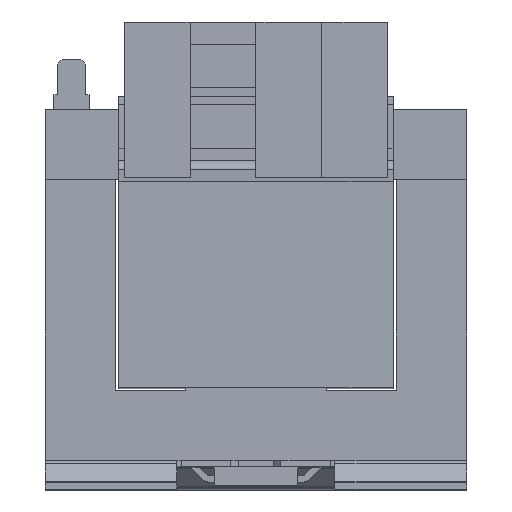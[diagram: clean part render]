
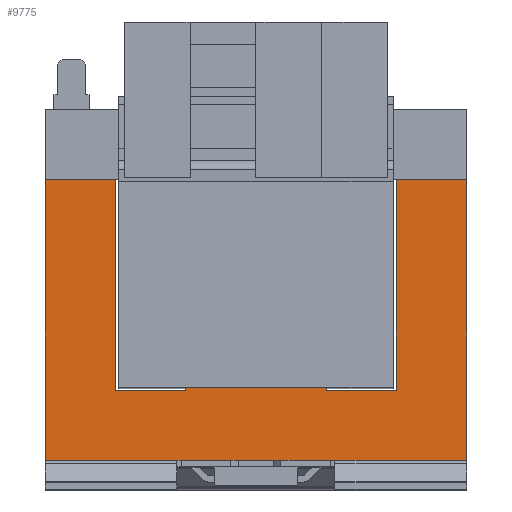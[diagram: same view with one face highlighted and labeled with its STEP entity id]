
A CAD part, top view. The second image highlights one B-rep face of the part: STEP entity #9775.
In plain terms, the highlighted planar face has unit normal (0, 0, 1).
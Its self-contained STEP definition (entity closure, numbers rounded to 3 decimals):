
#83 = EDGE_CURVE ( 'NONE', #4398, #19129, #1834, .T. ) ;
#201 = DIRECTION ( 'NONE',  ( 0., 0., 1. ) ) ;
#693 = EDGE_CURVE ( 'NONE', #8814, #2985, #1113, .T. ) ;
#953 = CARTESIAN_POINT ( 'NONE',  ( 16., 0., 29.75 ) ) ;
#1113 = LINE ( 'NONE', #9328, #2528 ) ;
#1144 = DIRECTION ( 'NONE',  ( 0., -1., 0. ) ) ;
#1314 = CARTESIAN_POINT ( 'NONE',  ( 48., -40., 29.75 ) ) ;
#1636 = CARTESIAN_POINT ( 'NONE',  ( 31.25, -23.5, 29.75 ) ) ;
#1748 = DIRECTION ( 'NONE',  ( 0., -1., 0. ) ) ;
#1834 = LINE ( 'NONE', #4926, #3729 ) ;
#2148 = VERTEX_POINT ( 'NONE', #11643 ) ;
#2444 = AXIS2_PLACEMENT_3D ( 'NONE', #9248, #201, #10772 ) ;
#2528 = VECTOR ( 'NONE', #6422, 1000. ) ;
#2985 = VERTEX_POINT ( 'NONE', #12411 ) ;
#3086 = DIRECTION ( 'NONE',  ( 1., 0., 0. ) ) ;
#3213 = CARTESIAN_POINT ( 'NONE',  ( 0., -24., 29.75 ) ) ;
#3280 = DIRECTION ( 'NONE',  ( 1., 0., 0. ) ) ;
#3611 = VECTOR ( 'NONE', #5083, 1000. ) ;
#3729 = VECTOR ( 'NONE', #12570, 1000. ) ;
#3770 = DIRECTION ( 'NONE',  ( 0., 1., 0. ) ) ;
#4266 = VECTOR ( 'NONE', #3770, 1000. ) ;
#4398 = VERTEX_POINT ( 'NONE', #8317 ) ;
#4680 = VECTOR ( 'NONE', #3086, 1000. ) ;
#4926 = CARTESIAN_POINT ( 'NONE',  ( 0., 24., 29.75 ) ) ;
#5083 = DIRECTION ( 'NONE',  ( 0., 1., 0. ) ) ;
#5184 = CARTESIAN_POINT ( 'NONE',  ( -32., 24., 29.75 ) ) ;
#5557 = ORIENTED_EDGE ( 'NONE', *, *, #693, .T. ) ;
#5613 = EDGE_CURVE ( 'NONE', #18700, #8018, #8196, .T. ) ;
#5707 = VECTOR ( 'NONE', #1144, 1000. ) ;
#5758 = ORIENTED_EDGE ( 'NONE', *, *, #5613, .F. ) ;
#5881 = LINE ( 'NONE', #3213, #17927 ) ;
#6150 = DIRECTION ( 'NONE',  ( 0., -1., 0. ) ) ;
#6268 = EDGE_LOOP ( 'NONE', ( #5758, #7519, #17639, #14258, #5557, #7786, #8541, #16486, #15469, #12279, #8357, #11392 ) ) ;
#6419 = CARTESIAN_POINT ( 'NONE',  ( 16., -23.5, 29.75 ) ) ;
#6422 = DIRECTION ( 'NONE',  ( -1., 0., 0. ) ) ;
#6522 = VECTOR ( 'NONE', #12026, 1000. ) ;
#6526 = CARTESIAN_POINT ( 'NONE',  ( 32., 24., 29.75 ) ) ;
#6718 = EDGE_CURVE ( 'NONE', #17015, #15189, #19509, .T. ) ;
#6880 = VECTOR ( 'NONE', #10730, 1000. ) ;
#7198 = VERTEX_POINT ( 'NONE', #1314 ) ;
#7519 = ORIENTED_EDGE ( 'NONE', *, *, #18690, .F. ) ;
#7673 = VERTEX_POINT ( 'NONE', #9985 ) ;
#7786 = ORIENTED_EDGE ( 'NONE', *, *, #14126, .T. ) ;
#7827 = CARTESIAN_POINT ( 'NONE',  ( -16., -24., 29.75 ) ) ;
#8018 = VERTEX_POINT ( 'NONE', #6419 ) ;
#8173 = EDGE_CURVE ( 'NONE', #12133, #19129, #10472, .T. ) ;
#8196 = LINE ( 'NONE', #1636, #4680 ) ;
#8296 = CARTESIAN_POINT ( 'NONE',  ( 32., 0., 29.75 ) ) ;
#8317 = CARTESIAN_POINT ( 'NONE',  ( 48., 24., 29.75 ) ) ;
#8357 = ORIENTED_EDGE ( 'NONE', *, *, #12426, .F. ) ;
#8453 = CARTESIAN_POINT ( 'NONE',  ( -16., 0., 29.75 ) ) ;
#8499 = EDGE_CURVE ( 'NONE', #2148, #7198, #12090, .T. ) ;
#8519 = LINE ( 'NONE', #953, #5707 ) ;
#8541 = ORIENTED_EDGE ( 'NONE', *, *, #8499, .T. ) ;
#8814 = VERTEX_POINT ( 'NONE', #5184 ) ;
#8958 = EDGE_CURVE ( 'NONE', #8018, #7673, #8519, .T. ) ;
#9020 = VECTOR ( 'NONE', #16768, 1000. ) ;
#9248 = CARTESIAN_POINT ( 'NONE',  ( 0., 0., 29.75 ) ) ;
#9328 = CARTESIAN_POINT ( 'NONE',  ( 0., 24., 29.75 ) ) ;
#9775 = ADVANCED_FACE ( 'NONE', ( #17557 ), #18299, .T. ) ;
#9985 = CARTESIAN_POINT ( 'NONE',  ( 16., -24., 29.75 ) ) ;
#10472 = LINE ( 'NONE', #8296, #3611 ) ;
#10532 = CARTESIAN_POINT ( 'NONE',  ( -32., 0., 29.75 ) ) ;
#10730 = DIRECTION ( 'NONE',  ( 0., 1., 0. ) ) ;
#10772 = DIRECTION ( 'NONE',  ( 1., 0., 0. ) ) ;
#11392 = ORIENTED_EDGE ( 'NONE', *, *, #8958, .F. ) ;
#11643 = CARTESIAN_POINT ( 'NONE',  ( -48., -40., 29.75 ) ) ;
#12026 = DIRECTION ( 'NONE',  ( 1., 0., 0. ) ) ;
#12090 = LINE ( 'NONE', #18337, #9020 ) ;
#12133 = VERTEX_POINT ( 'NONE', #12994 ) ;
#12279 = ORIENTED_EDGE ( 'NONE', *, *, #8173, .F. ) ;
#12390 = LINE ( 'NONE', #15197, #17830 ) ;
#12411 = CARTESIAN_POINT ( 'NONE',  ( -48., 24., 29.75 ) ) ;
#12426 = EDGE_CURVE ( 'NONE', #7673, #12133, #5881, .T. ) ;
#12570 = DIRECTION ( 'NONE',  ( -1., 0., 0. ) ) ;
#12668 = VECTOR ( 'NONE', #1748, 1000. ) ;
#12994 = CARTESIAN_POINT ( 'NONE',  ( 32., -24., 29.75 ) ) ;
#13473 = EDGE_CURVE ( 'NONE', #8814, #17015, #16707, .T. ) ;
#14126 = EDGE_CURVE ( 'NONE', #2985, #2148, #12390, .T. ) ;
#14258 = ORIENTED_EDGE ( 'NONE', *, *, #13473, .F. ) ;
#15189 = VERTEX_POINT ( 'NONE', #7827 ) ;
#15197 = CARTESIAN_POINT ( 'NONE',  ( -48., 0., 29.75 ) ) ;
#15469 = ORIENTED_EDGE ( 'NONE', *, *, #83, .T. ) ;
#15801 = CARTESIAN_POINT ( 'NONE',  ( -16., -23.5, 29.75 ) ) ;
#16084 = LINE ( 'NONE', #18388, #6880 ) ;
#16486 = ORIENTED_EDGE ( 'NONE', *, *, #18528, .T. ) ;
#16707 = LINE ( 'NONE', #10532, #12668 ) ;
#16768 = DIRECTION ( 'NONE',  ( 1., 0., 0. ) ) ;
#17015 = VERTEX_POINT ( 'NONE', #17906 ) ;
#17557 = FACE_OUTER_BOUND ( 'NONE', #6268, .T. ) ;
#17639 = ORIENTED_EDGE ( 'NONE', *, *, #6718, .F. ) ;
#17830 = VECTOR ( 'NONE', #6150, 1000. ) ;
#17906 = CARTESIAN_POINT ( 'NONE',  ( -32., -24., 29.75 ) ) ;
#17927 = VECTOR ( 'NONE', #3280, 1000. ) ;
#17980 = CARTESIAN_POINT ( 'NONE',  ( 0., -24., 29.75 ) ) ;
#18299 = PLANE ( 'NONE',  #2444 ) ;
#18337 = CARTESIAN_POINT ( 'NONE',  ( 0., -40., 29.75 ) ) ;
#18388 = CARTESIAN_POINT ( 'NONE',  ( 48., 0., 29.75 ) ) ;
#18528 = EDGE_CURVE ( 'NONE', #7198, #4398, #16084, .T. ) ;
#18690 = EDGE_CURVE ( 'NONE', #15189, #18700, #19387, .T. ) ;
#18700 = VERTEX_POINT ( 'NONE', #15801 ) ;
#19129 = VERTEX_POINT ( 'NONE', #6526 ) ;
#19387 = LINE ( 'NONE', #8453, #4266 ) ;
#19509 = LINE ( 'NONE', #17980, #6522 ) ;
